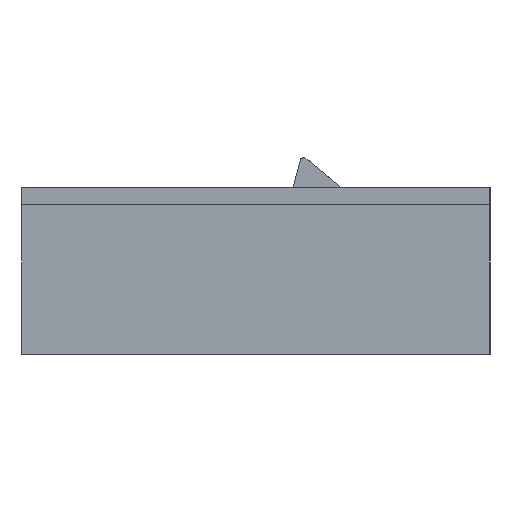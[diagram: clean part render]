
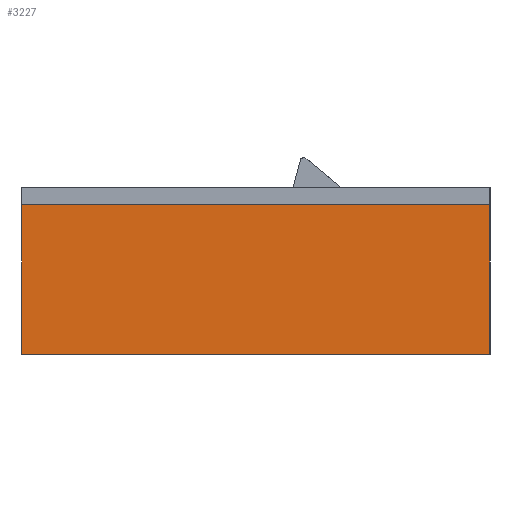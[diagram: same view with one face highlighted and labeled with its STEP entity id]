
A CAD part, left-side view. The second image highlights one B-rep face of the part: STEP entity #3227.
In plain terms, the highlighted planar face has unit normal (-1, 0, 0).
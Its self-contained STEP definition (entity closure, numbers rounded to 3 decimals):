
#252=DIRECTION('',(0.,0.,1.));
#253=VECTOR('',#252,42.5);
#254=CARTESIAN_POINT('',(-217.5,-66.5,-47.5));
#255=LINE('',#254,#253);
#324=DIRECTION('',(0.,1.,0.));
#325=VECTOR('',#324,133.);
#326=CARTESIAN_POINT('',(-217.5,-66.5,-5.));
#327=LINE('',#326,#325);
#364=DIRECTION('',(0.,1.,0.));
#365=VECTOR('',#364,133.);
#366=CARTESIAN_POINT('',(-217.5,-66.5,-47.5));
#367=LINE('',#366,#365);
#1861=DIRECTION('',(0.,0.,1.));
#1862=VECTOR('',#1861,42.5);
#1863=CARTESIAN_POINT('',(-217.5,66.5,-47.5));
#1864=LINE('',#1863,#1862);
#2426=CARTESIAN_POINT('',(-217.5,-66.5,-47.5));
#2427=VERTEX_POINT('',#2426);
#2428=CARTESIAN_POINT('',(-217.5,-66.5,-5.));
#2429=VERTEX_POINT('',#2428);
#2450=CARTESIAN_POINT('',(-217.5,66.5,-47.5));
#2451=VERTEX_POINT('',#2450);
#2452=CARTESIAN_POINT('',(-217.5,66.5,-5.));
#2453=VERTEX_POINT('',#2452);
#3214=CARTESIAN_POINT('',(-217.5,-66.5,-47.5));
#3215=DIRECTION('',(-1.,0.,0.));
#3216=DIRECTION('',(0.,0.,1.));
#3217=AXIS2_PLACEMENT_3D('',#3214,#3215,#3216);
#3218=PLANE('',#3217);
#3219=ORIENTED_EDGE('',*,*,#3079,.F.);
#3221=ORIENTED_EDGE('',*,*,#3220,.T.);
#3223=ORIENTED_EDGE('',*,*,#3222,.T.);
#3224=ORIENTED_EDGE('',*,*,#3189,.F.);
#3225=EDGE_LOOP('',(#3219,#3221,#3223,#3224));
#3226=FACE_OUTER_BOUND('',#3225,.F.);
#3227=ADVANCED_FACE('',(#3226),#3218,.T.);
#3079=EDGE_CURVE('',#2427,#2429,#255,.T.);
#3189=EDGE_CURVE('',#2429,#2453,#327,.T.);
#3220=EDGE_CURVE('',#2427,#2451,#367,.T.);
#3222=EDGE_CURVE('',#2451,#2453,#1864,.T.);
